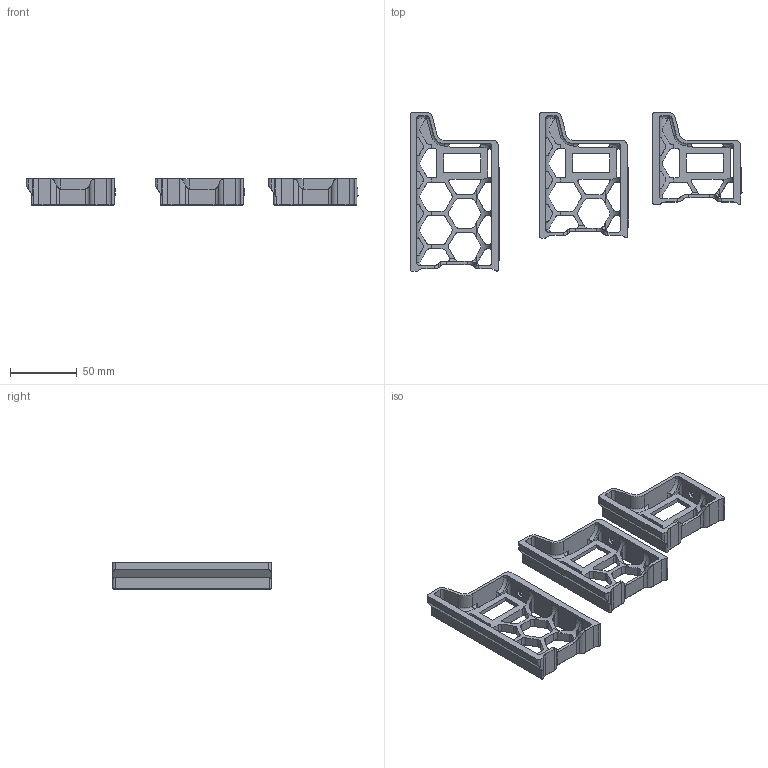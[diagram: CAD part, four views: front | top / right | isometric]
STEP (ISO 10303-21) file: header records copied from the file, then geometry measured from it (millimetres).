
FILE_DESCRIPTION(/* description */ (''),/* implementation_level */ '2;1');
FILE_NAME(/* name */ 'SkirtPower v2.step',/* time_stamp */ '2022-07-13T12:57:09-05:00',/* author */ (''),/* organization */ (''),/* preprocessor_version */ 'ST-DEVELOPER v19',/* originating_system */ 'Autodesk Translation Framework v11.7.0.108',/* authorisation */ '');
FILE_SCHEMA (('AUTOMOTIVE_DESIGN { 1 0 10303 214 3 1 1 }'));
Length unit declared in the file: millimetre
Products named in the file (4): SkirtPower; side_skirt_a_350_x2; 300 (4); 250 (4)
Assembly tree (3 placements, depth 2):
  SkirtPower
    side_skirt_a_350_x2
    300 (4)
    250 (4)
Bounding box: 248.66 x 119 x 20 mm (x, y, z)
Volume: 89867.7 mm3; surface area: 56056.4 mm2
Topology: 3 solids, 3 shells, 912 faces, 2474 edges, 1541 vertices
Faces by surface type: plane 417, cylinder 285, cone 156, bspline 36, torus 18
Full cylindrical faces by diameter (mm): 3.4 x3, 6 x3
Entity records: 30992 total; most frequent: CARTESIAN_POINT 7954, ORIENTED_EDGE 4936, DIRECTION 4735, EDGE_CURVE 2468, AXIS2_PLACEMENT_3D 1663, VERTEX_POINT 1541, LINE 1409, VECTOR 1409
